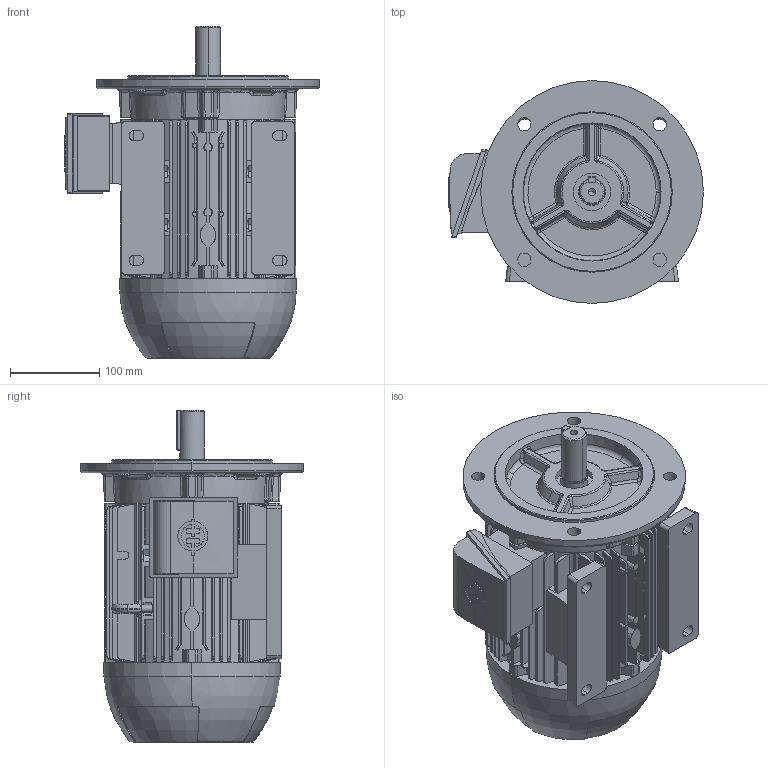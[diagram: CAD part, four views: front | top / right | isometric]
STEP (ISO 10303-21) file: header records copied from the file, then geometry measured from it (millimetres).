
FILE_DESCRIPTION (( 'STEP AP203' ), '1' );
FILE_NAME ('100M_CP_FF_RIGHT.STEP', '2022-06-09T19:29:19', ( '' ), ( '' ), 'SwSTEP 2.0', 'SolidWorks 2020', '' );
FILE_SCHEMA (( 'CONFIG_CONTROL_DESIGN' ));
Length unit declared in the file: millimetre
Products named in the file (10): 500014958; 500014967_M; 00404_50.5307.044; 00411_50.5203.029; 100M_CP_FF_RIGHT; 105012066; 00401_105006110; 105032001_10.5032.019- 8 x 7 x 45; 500014957_10.5007.074; 105035134_50.5007.680
Assembly tree (11 placements, depth 2):
  100M_CP_FF_RIGHT
    00411_50.5203.029
    105032001_10.5032.019- 8 x 7 x 45
    105035134_50.5007.680
    500014967_M
    105012066  x2
    00404_50.5307.044
    00401_105006110  x2
    500014957_10.5007.074
    500014958
Bounding box: 285.87 x 249.9 x 372.5 mm (x, y, z)
Volume: 8951142 mm3; surface area: 710357.9 mm2
Topology: 11 solids, 11 shells, 1654 faces, 4438 edges, 2820 vertices
Faces by surface type: plane 858, cylinder 454, bspline 164, torus 95, cone 75, sphere 8
Entity records: 56314 total; most frequent: CARTESIAN_POINT 17618, ORIENTED_EDGE 8392, DIRECTION 7332, EDGE_CURVE 4196, VERTEX_POINT 2697, AXIS2_PLACEMENT_3D 2471, LINE 2390, VECTOR 2390
